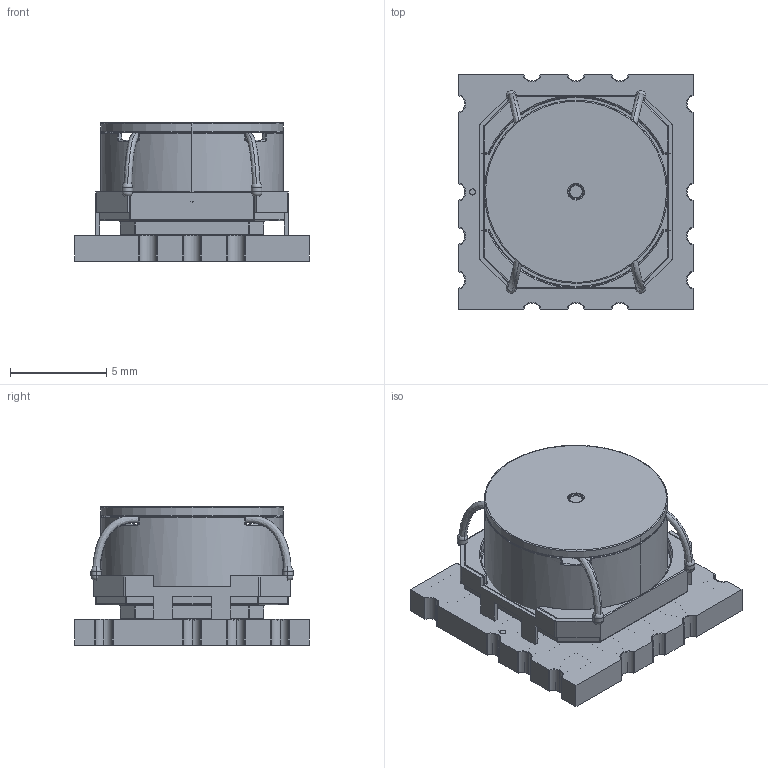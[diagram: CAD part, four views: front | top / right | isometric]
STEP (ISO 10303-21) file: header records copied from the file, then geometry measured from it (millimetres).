
FILE_DESCRIPTION (( 'STEP AP214' ), '1' );
FILE_NAME ('OKL-T-6-W12N-C.STEP', '2024-02-05T16:43:10', ( '' ), ( '' ), 'SwSTEP 2.0', 'SolidWorks 2016', '' );
FILE_SCHEMA (( 'AUTOMOTIVE_DESIGN' ));
Length unit declared in the file: millimetre
Products named in the file (9): pcb; OKL-T-6-W12N-C; solderint; copper wire; markings; top; metal; base; pads
Assembly tree (8 placements, depth 2):
  OKL-T-6-W12N-C
    pcb
    pads
    base
    metal
    top
    markings
    copper wire
    solderint
Bounding box: 12.19 x 12.19 x 7.19 mm (x, y, z)
Volume: 620.6 mm3; surface area: 1467.2 mm2
Topology: 25 solids, 29 shells, 747 faces, 1986 edges, 1196 vertices
Faces by surface type: plane 367, cylinder 184, bspline 178, torus 16, cone 2
Entity records: 33970 total; most frequent: CARTESIAN_POINT 7673, ORIENTED_EDGE 3764, DIRECTION 3618, EDGE_CURVE 1890, AXIS2_PLACEMENT_3D 1275, VERTEX_POINT 1196, VECTOR 1068, LINE 1068
